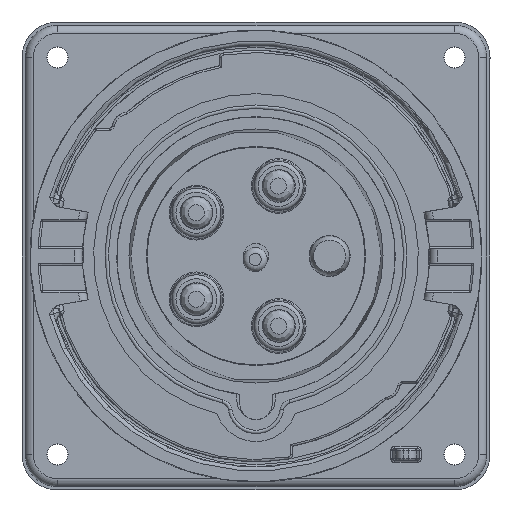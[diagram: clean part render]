
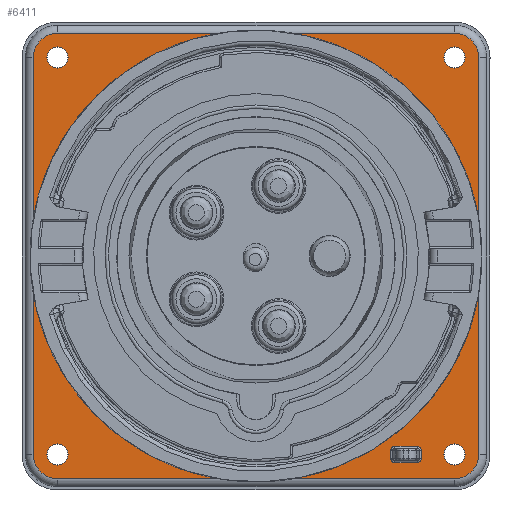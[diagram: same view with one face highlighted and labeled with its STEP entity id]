
A CAD part, front view. The second image highlights one B-rep face of the part: STEP entity #6411.
In plain terms, the highlighted planar face has unit normal (0, -1, 0).
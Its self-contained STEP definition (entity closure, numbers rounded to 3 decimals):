
#1161=ELLIPSE('',#45162,1.015,1.);
#1162=ELLIPSE('',#45163,1.015,1.);
#1163=ELLIPSE('',#45164,1.015,1.);
#1164=ELLIPSE('',#45165,1.015,1.);
#6411=ADVANCED_FACE('',(#9878,#9879,#9880,#9881,#9882,#9883,#9884),#8884,
 .T.);
#8884=PLANE('',#45166);
#9878=FACE_BOUND('',#11168,.T.);
#9879=FACE_BOUND('',#11169,.T.);
#9880=FACE_BOUND('',#11170,.T.);
#9881=FACE_BOUND('',#11171,.T.);
#9882=FACE_BOUND('',#11172,.T.);
#9883=FACE_BOUND('',#11173,.T.);
#9884=FACE_BOUND('',#11174,.T.);
#11168=EDGE_LOOP('',(#21321));
#11169=EDGE_LOOP('',(#21322));
#11170=EDGE_LOOP('',(#21323));
#11171=EDGE_LOOP('',(#21324));
#11172=EDGE_LOOP('',(#21325,#21326,#21327,#21328,#21329,#21330,#21331,#21332));
#11173=EDGE_LOOP('',(#21333));
#11174=EDGE_LOOP('',(#21334,#21335,#21336,#21337,#21338,#21339,#21340,#21341));
#14126=LINE('',#61477,#16827);
#14127=LINE('',#61485,#16828);
#14128=LINE('',#61493,#16829);
#14129=LINE('',#61501,#16830);
#14514=LINE('',#63188,#17215);
#14515=LINE('',#63193,#17216);
#14516=LINE('',#63197,#17217);
#14517=LINE('',#63201,#17218);
#16827=VECTOR('',#49280,1.);
#16828=VECTOR('',#49291,1.);
#16829=VECTOR('',#49302,1.);
#16830=VECTOR('',#49313,1.);
#17215=VECTOR('',#50828,1.);
#17216=VECTOR('',#50831,1.);
#17217=VECTOR('',#50834,1.);
#17218=VECTOR('',#50837,1.);
#21321=ORIENTED_EDGE('',*,*,#37240,.F.);
#21322=ORIENTED_EDGE('',*,*,#37241,.F.);
#21323=ORIENTED_EDGE('',*,*,#37242,.F.);
#21324=ORIENTED_EDGE('',*,*,#37243,.F.);
#21325=ORIENTED_EDGE('',*,*,#36575,.T.);
#21326=ORIENTED_EDGE('',*,*,#36589,.F.);
#21327=ORIENTED_EDGE('',*,*,#36587,.T.);
#21328=ORIENTED_EDGE('',*,*,#36585,.F.);
#21329=ORIENTED_EDGE('',*,*,#36583,.T.);
#21330=ORIENTED_EDGE('',*,*,#36581,.F.);
#21331=ORIENTED_EDGE('',*,*,#36579,.T.);
#21332=ORIENTED_EDGE('',*,*,#36577,.F.);
#21333=ORIENTED_EDGE('',*,*,#36951,.T.);
#21334=ORIENTED_EDGE('',*,*,#37244,.T.);
#21335=ORIENTED_EDGE('',*,*,#37245,.F.);
#21336=ORIENTED_EDGE('',*,*,#37246,.F.);
#21337=ORIENTED_EDGE('',*,*,#37247,.F.);
#21338=ORIENTED_EDGE('',*,*,#37248,.F.);
#21339=ORIENTED_EDGE('',*,*,#37249,.T.);
#21340=ORIENTED_EDGE('',*,*,#37250,.F.);
#21341=ORIENTED_EDGE('',*,*,#37251,.T.);
#32348=VERTEX_POINT('',#61476);
#32349=VERTEX_POINT('',#61478);
#32350=VERTEX_POINT('',#61482);
#32351=VERTEX_POINT('',#61486);
#32352=VERTEX_POINT('',#61490);
#32353=VERTEX_POINT('',#61494);
#32354=VERTEX_POINT('',#61498);
#32355=VERTEX_POINT('',#61502);
#32583=VERTEX_POINT('',#62541);
#32720=VERTEX_POINT('',#63181);
#32721=VERTEX_POINT('',#63183);
#32722=VERTEX_POINT('',#63185);
#32723=VERTEX_POINT('',#63187);
#32724=VERTEX_POINT('',#63189);
#32725=VERTEX_POINT('',#63190);
#32726=VERTEX_POINT('',#63192);
#32727=VERTEX_POINT('',#63194);
#32728=VERTEX_POINT('',#63196);
#32729=VERTEX_POINT('',#63198);
#32730=VERTEX_POINT('',#63200);
#32731=VERTEX_POINT('',#63202);
#36575=EDGE_CURVE('',#32349,#32348,#14126,.T.);
#36577=EDGE_CURVE('',#32349,#32350,#42625,.T.);
#36579=EDGE_CURVE('',#32351,#32350,#14127,.T.);
#36581=EDGE_CURVE('',#32351,#32352,#42628,.T.);
#36583=EDGE_CURVE('',#32353,#32352,#14128,.T.);
#36585=EDGE_CURVE('',#32353,#32354,#42631,.T.);
#36587=EDGE_CURVE('',#32355,#32354,#14129,.T.);
#36589=EDGE_CURVE('',#32355,#32348,#42634,.T.);
#36951=EDGE_CURVE('',#32583,#32583,#42756,.T.);
#37240=EDGE_CURVE('',#32720,#32720,#42873,.T.);
#37241=EDGE_CURVE('',#32721,#32721,#42874,.T.);
#37242=EDGE_CURVE('',#32722,#32722,#42875,.T.);
#37243=EDGE_CURVE('',#32723,#32723,#42876,.T.);
#37244=EDGE_CURVE('',#32724,#32725,#14514,.T.);
#37245=EDGE_CURVE('',#32726,#32725,#1161,.T.);
#37246=EDGE_CURVE('',#32727,#32726,#14515,.T.);
#37247=EDGE_CURVE('',#32728,#32727,#1162,.T.);
#37248=EDGE_CURVE('',#32729,#32728,#14516,.T.);
#37249=EDGE_CURVE('',#32729,#32730,#1163,.T.);
#37250=EDGE_CURVE('',#32731,#32730,#14517,.T.);
#37251=EDGE_CURVE('',#32731,#32724,#1164,.T.);
#42625=CIRCLE('',#44584,6.);
#42628=CIRCLE('',#44589,6.);
#42631=CIRCLE('',#44594,6.);
#42634=CIRCLE('',#44599,6.);
#42756=CIRCLE('',#44867,49.7);
#42873=CIRCLE('',#45158,2.642);
#42874=CIRCLE('',#45159,2.642);
#42875=CIRCLE('',#45160,2.642);
#42876=CIRCLE('',#45161,2.642);
#44584=AXIS2_PLACEMENT_3D('',#61481,#49285,#49286);
#44589=AXIS2_PLACEMENT_3D('',#61489,#49296,#49297);
#44594=AXIS2_PLACEMENT_3D('',#61497,#49307,#49308);
#44599=AXIS2_PLACEMENT_3D('',#61505,#49318,#49319);
#44867=AXIS2_PLACEMENT_3D('',#62540,#50074,#50075);
#45158=AXIS2_PLACEMENT_3D('',#63180,#50820,#50821);
#45159=AXIS2_PLACEMENT_3D('',#63182,#50822,#50823);
#45160=AXIS2_PLACEMENT_3D('',#63184,#50824,#50825);
#45161=AXIS2_PLACEMENT_3D('',#63186,#50826,#50827);
#45162=AXIS2_PLACEMENT_3D('',#63191,#50829,#50830);
#45163=AXIS2_PLACEMENT_3D('',#63195,#50832,#50833);
#45164=AXIS2_PLACEMENT_3D('',#63199,#50835,#50836);
#45165=AXIS2_PLACEMENT_3D('',#63203,#50838,#50839);
#45166=AXIS2_PLACEMENT_3D('',#63204,#50840,#50841);
#49280=DIRECTION('',(0.,0.,1.));
#49285=DIRECTION('',(0.,1.,0.));
#49286=DIRECTION('',(1.,0.,0.));
#49291=DIRECTION('',(1.,0.,0.));
#49296=DIRECTION('',(0.,1.,0.));
#49297=DIRECTION('',(1.,0.,0.));
#49302=DIRECTION('',(0.,0.,-1.));
#49307=DIRECTION('',(0.,1.,0.));
#49308=DIRECTION('',(1.,0.,0.));
#49313=DIRECTION('',(-1.,0.,0.));
#49318=DIRECTION('',(0.,1.,0.));
#49319=DIRECTION('',(1.,0.,0.));
#50074=DIRECTION('',(0.,1.,0.));
#50075=DIRECTION('',(1.,0.,0.));
#50820=DIRECTION('',(0.,-1.,0.));
#50821=DIRECTION('',(1.,0.,0.));
#50822=DIRECTION('',(0.,-1.,0.));
#50823=DIRECTION('',(1.,0.,0.));
#50824=DIRECTION('',(0.,-1.,0.));
#50825=DIRECTION('',(1.,0.,0.));
#50826=DIRECTION('',(0.,-1.,0.));
#50827=DIRECTION('',(1.,0.,0.));
#50828=DIRECTION('',(0.,0.,1.));
#50829=DIRECTION('',(0.,-1.,0.));
#50830=DIRECTION('',(-0.999,0.,0.049));
#50831=DIRECTION('',(-1.,0.,0.));
#50832=DIRECTION('',(0.,-1.,0.));
#50833=DIRECTION('',(-0.999,0.,-0.049));
#50834=DIRECTION('',(0.,0.,1.));
#50835=DIRECTION('',(0.,1.,0.));
#50836=DIRECTION('',(-0.999,0.,0.049));
#50837=DIRECTION('',(1.,0.,0.));
#50838=DIRECTION('',(0.,1.,0.));
#50839=DIRECTION('',(-0.999,0.,-0.049));
#50840=DIRECTION('',(0.,-1.,0.));
#50841=DIRECTION('',(1.,0.,0.));
#61476=CARTESIAN_POINT('',(55.2,13.2,68.6));
#61477=CARTESIAN_POINT('',(55.2,13.2,-29.8));
#61478=CARTESIAN_POINT('',(55.2,13.2,-29.8));
#61481=CARTESIAN_POINT('',(49.2,13.2,-29.8));
#61482=CARTESIAN_POINT('',(49.2,13.2,-35.8));
#61485=CARTESIAN_POINT('',(-49.2,13.2,-35.8));
#61486=CARTESIAN_POINT('',(-49.2,13.2,-35.8));
#61489=CARTESIAN_POINT('',(-49.2,13.2,-29.8));
#61490=CARTESIAN_POINT('',(-55.2,13.2,-29.8));
#61493=CARTESIAN_POINT('',(-55.2,13.2,68.6));
#61494=CARTESIAN_POINT('',(-55.2,13.2,68.6));
#61497=CARTESIAN_POINT('',(-49.2,13.2,68.6));
#61498=CARTESIAN_POINT('',(-49.2,13.2,74.6));
#61501=CARTESIAN_POINT('',(49.2,13.2,74.6));
#61502=CARTESIAN_POINT('',(49.2,13.2,74.6));
#61505=CARTESIAN_POINT('',(49.2,13.2,68.6));
#62540=CARTESIAN_POINT('',(0.,13.2,19.4));
#62541=CARTESIAN_POINT('',(49.7,13.2,19.4));
#63180=CARTESIAN_POINT('',(49.2,13.2,-29.8));
#63181=CARTESIAN_POINT('',(51.842,13.2,-29.8));
#63182=CARTESIAN_POINT('',(49.2,13.2,68.6));
#63183=CARTESIAN_POINT('',(51.842,13.2,68.6));
#63184=CARTESIAN_POINT('',(-49.2,13.2,-29.8));
#63185=CARTESIAN_POINT('',(-46.558,13.2,-29.8));
#63186=CARTESIAN_POINT('',(-49.2,13.2,68.6));
#63187=CARTESIAN_POINT('',(-46.558,13.2,68.6));
#63188=CARTESIAN_POINT('',(33.419,13.2,-30.791));
#63189=CARTESIAN_POINT('',(33.419,13.2,-30.791));
#63190=CARTESIAN_POINT('',(33.419,13.2,-28.808));
#63191=CARTESIAN_POINT('',(34.434,13.2,-28.81));
#63192=CARTESIAN_POINT('',(34.433,13.2,-27.81));
#63193=CARTESIAN_POINT('',(39.967,13.2,-27.81));
#63194=CARTESIAN_POINT('',(39.967,13.2,-27.81));
#63195=CARTESIAN_POINT('',(39.966,13.2,-28.81));
#63196=CARTESIAN_POINT('',(40.981,13.2,-28.808));
#63197=CARTESIAN_POINT('',(40.981,13.2,-30.791));
#63198=CARTESIAN_POINT('',(40.981,13.2,-30.791));
#63199=CARTESIAN_POINT('',(39.966,13.2,-30.79));
#63200=CARTESIAN_POINT('',(39.967,13.2,-31.79));
#63201=CARTESIAN_POINT('',(34.433,13.2,-31.79));
#63202=CARTESIAN_POINT('',(34.433,13.2,-31.79));
#63203=CARTESIAN_POINT('',(34.434,13.2,-30.79));
#63204=CARTESIAN_POINT('',(-55.21,13.2,-35.81));
